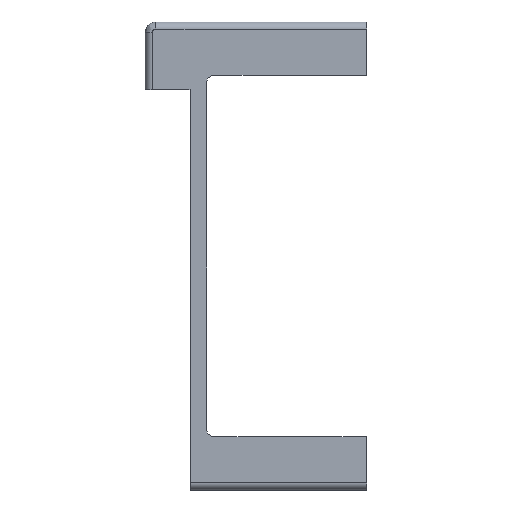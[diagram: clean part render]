
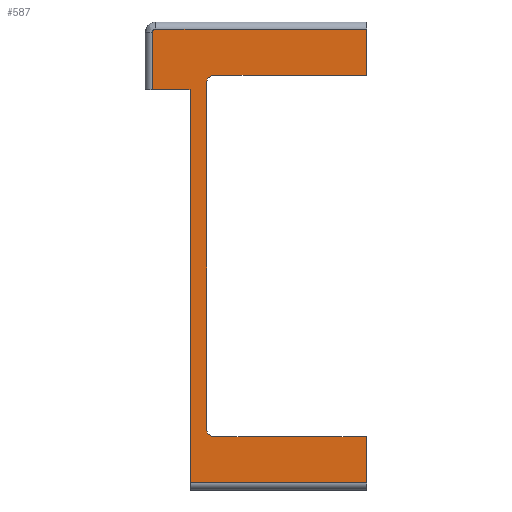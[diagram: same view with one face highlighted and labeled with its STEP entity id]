
A CAD part, top view. The second image highlights one B-rep face of the part: STEP entity #587.
In plain terms, the highlighted planar face has unit normal (0, 0, 1).
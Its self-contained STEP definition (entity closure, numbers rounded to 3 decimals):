
#23=LINE('',#874,#88);
#27=LINE('',#886,#92);
#28=LINE('',#892,#93);
#30=LINE('',#898,#95);
#31=LINE('',#900,#96);
#32=LINE('',#901,#97);
#33=LINE('',#903,#98);
#34=LINE('',#905,#99);
#35=LINE('',#909,#100);
#36=LINE('',#911,#101);
#37=LINE('',#913,#102);
#38=LINE('',#914,#103);
#88=VECTOR('',#705,10.);
#92=VECTOR('',#717,10.);
#93=VECTOR('',#722,10.);
#95=VECTOR('',#728,10.);
#96=VECTOR('',#729,10.);
#97=VECTOR('',#730,10.);
#98=VECTOR('',#731,10.);
#99=VECTOR('',#732,10.);
#100=VECTOR('',#735,10.);
#101=VECTOR('',#736,10.);
#102=VECTOR('',#737,10.);
#103=VECTOR('',#738,10.);
#166=FACE_OUTER_BOUND('',#200,.T.);
#200=EDGE_LOOP('',(#410,#411,#412,#413,#414,#415,#416,#417,#418,#419,#420,
#421,#422,#423,#424));
#233=CIRCLE('',#635,2.);
#235=CIRCLE('',#639,2.);
#238=CIRCLE('',#645,1.);
#253=VERTEX_POINT('',#864);
#254=VERTEX_POINT('',#866);
#256=VERTEX_POINT('',#872);
#258=VERTEX_POINT('',#878);
#260=VERTEX_POINT('',#884);
#262=VERTEX_POINT('',#889);
#263=VERTEX_POINT('',#891);
#265=VERTEX_POINT('',#897);
#266=VERTEX_POINT('',#899);
#267=VERTEX_POINT('',#902);
#268=VERTEX_POINT('',#904);
#269=VERTEX_POINT('',#906);
#270=VERTEX_POINT('',#908);
#271=VERTEX_POINT('',#910);
#272=VERTEX_POINT('',#912);
#308=EDGE_CURVE('',#253,#254,#233,.T.);
#312=EDGE_CURVE('',#253,#256,#23,.T.);
#315=EDGE_CURVE('',#258,#256,#235,.T.);
#318=EDGE_CURVE('',#258,#260,#27,.T.);
#320=EDGE_CURVE('',#262,#263,#28,.T.);
#323=EDGE_CURVE('',#262,#265,#30,.T.);
#324=EDGE_CURVE('',#265,#266,#31,.T.);
#325=EDGE_CURVE('',#266,#254,#32,.T.);
#326=EDGE_CURVE('',#260,#267,#33,.T.);
#327=EDGE_CURVE('',#268,#267,#34,.T.);
#328=EDGE_CURVE('',#269,#268,#238,.T.);
#329=EDGE_CURVE('',#270,#269,#35,.T.);
#330=EDGE_CURVE('',#270,#271,#36,.T.);
#331=EDGE_CURVE('',#271,#272,#37,.T.);
#332=EDGE_CURVE('',#272,#263,#38,.T.);
#410=ORIENTED_EDGE('',*,*,#320,.F.);
#411=ORIENTED_EDGE('',*,*,#323,.T.);
#412=ORIENTED_EDGE('',*,*,#324,.T.);
#413=ORIENTED_EDGE('',*,*,#325,.T.);
#414=ORIENTED_EDGE('',*,*,#308,.F.);
#415=ORIENTED_EDGE('',*,*,#312,.T.);
#416=ORIENTED_EDGE('',*,*,#315,.F.);
#417=ORIENTED_EDGE('',*,*,#318,.T.);
#418=ORIENTED_EDGE('',*,*,#326,.T.);
#419=ORIENTED_EDGE('',*,*,#327,.F.);
#420=ORIENTED_EDGE('',*,*,#328,.F.);
#421=ORIENTED_EDGE('',*,*,#329,.F.);
#422=ORIENTED_EDGE('',*,*,#330,.T.);
#423=ORIENTED_EDGE('',*,*,#331,.T.);
#424=ORIENTED_EDGE('',*,*,#332,.T.);
#560=PLANE('',#644);
#587=ADVANCED_FACE('',(#166),#560,.T.);
#635=AXIS2_PLACEMENT_3D('',#867,#698,#699);
#639=AXIS2_PLACEMENT_3D('',#880,#711,#712);
#644=AXIS2_PLACEMENT_3D('',#896,#726,#727);
#645=AXIS2_PLACEMENT_3D('',#907,#733,#734);
#698=DIRECTION('center_axis',(0.,0.,1.));
#699=DIRECTION('ref_axis',(-0.707,-0.707,0.));
#705=DIRECTION('',(0.,1.,0.));
#711=DIRECTION('center_axis',(0.,0.,1.));
#712=DIRECTION('ref_axis',(-0.707,0.707,0.));
#717=DIRECTION('',(1.,0.,0.));
#722=DIRECTION('',(-1.,0.,0.));
#726=DIRECTION('center_axis',(0.,0.,1.));
#727=DIRECTION('ref_axis',(1.,0.,0.));
#728=DIRECTION('',(0.,1.,0.));
#729=DIRECTION('',(-1.,0.,0.));
#730=DIRECTION('',(-1.,0.,0.));
#731=DIRECTION('',(0.,1.,0.));
#732=DIRECTION('',(1.,0.,0.));
#733=DIRECTION('center_axis',(0.,0.,-1.));
#734=DIRECTION('ref_axis',(-0.707,0.707,0.));
#735=DIRECTION('',(0.,1.,0.));
#736=DIRECTION('',(1.,0.,0.));
#737=DIRECTION('',(1.,0.,0.));
#738=DIRECTION('',(0.,-1.,0.));
#864=CARTESIAN_POINT('',(1.933,12.,9.));
#866=CARTESIAN_POINT('',(3.933,10.,9.));
#867=CARTESIAN_POINT('Origin',(3.933,12.,9.));
#872=CARTESIAN_POINT('',(1.933,109.537,9.));
#874=CARTESIAN_POINT('',(1.933,5.,9.));
#878=CARTESIAN_POINT('',(3.933,111.537,9.));
#880=CARTESIAN_POINT('Origin',(3.933,109.537,9.));
#884=CARTESIAN_POINT('',(46.933,111.537,9.));
#886=CARTESIAN_POINT('',(6.933,111.537,9.));
#889=CARTESIAN_POINT('',(46.887,-3.,9.));
#891=CARTESIAN_POINT('',(-2.612,-3.,9.));
#892=CARTESIAN_POINT('',(9.762,-3.,9.));
#896=CARTESIAN_POINT('Origin',(22.137,0.,9.));
#897=CARTESIAN_POINT('',(46.887,10.,9.));
#898=CARTESIAN_POINT('',(46.887,-5.,9.));
#899=CARTESIAN_POINT('',(37.359,10.,9.));
#900=CARTESIAN_POINT('',(37.359,10.,9.));
#901=CARTESIAN_POINT('',(37.359,10.,9.));
#902=CARTESIAN_POINT('',(46.933,124.537,9.));
#903=CARTESIAN_POINT('',(46.933,116.537,9.));
#904=CARTESIAN_POINT('',(-12.354,124.537,9.));
#905=CARTESIAN_POINT('',(34.535,124.537,9.));
#906=CARTESIAN_POINT('',(-13.354,123.537,9.));
#907=CARTESIAN_POINT('Origin',(-12.354,123.537,9.));
#908=CARTESIAN_POINT('',(-13.354,107.487,9.));
#909=CARTESIAN_POINT('',(-13.354,63.269,9.));
#910=CARTESIAN_POINT('',(-3.067,107.487,9.));
#911=CARTESIAN_POINT('',(-15.354,107.487,9.));
#912=CARTESIAN_POINT('',(-2.567,107.487,9.));
#913=CARTESIAN_POINT('',(-3.067,107.487,9.));
#914=CARTESIAN_POINT('',(-2.613,-5.,9.));
